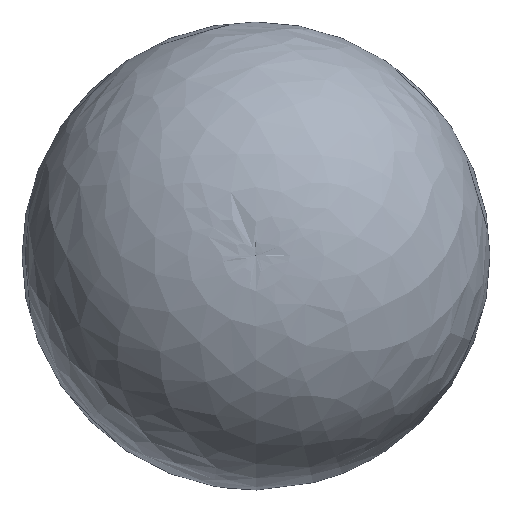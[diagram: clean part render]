
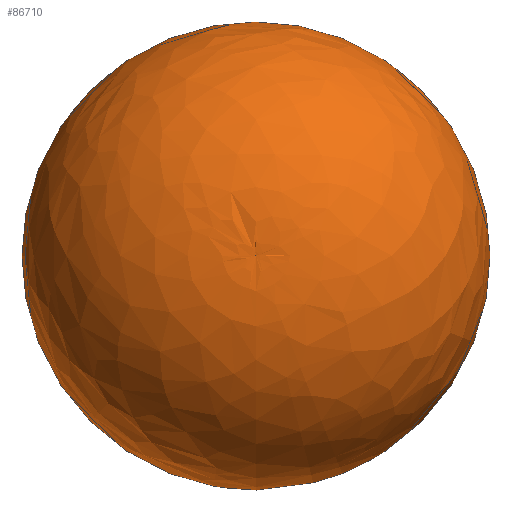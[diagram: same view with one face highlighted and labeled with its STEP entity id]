
A CAD part, top view. The second image highlights one B-rep face of the part: STEP entity #86710.
In plain terms, the highlighted free-form (B-spline) face has degree [2, 2] with [5, 9] control points.
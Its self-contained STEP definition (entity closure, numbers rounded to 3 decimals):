
#4646=(
BOUNDED_SURFACE()
B_SPLINE_SURFACE(2,2,((#197692,#197693,#197694,#197695,#197696,#197697,
#197698,#197699,#197700),(#197701,#197702,#197703,#197704,#197705,#197706,
#197707,#197708,#197709),(#197710,#197711,#197712,#197713,#197714,#197715,
#197716,#197717,#197718),(#197719,#197720,#197721,#197722,#197723,#197724,
#197725,#197726,#197727),(#197728,#197729,#197730,#197731,#197732,#197733,
#197734,#197735,#197736)),.UNSPECIFIED.,.F.,.T.,.F.)
B_SPLINE_SURFACE_WITH_KNOTS((3,2,3),(3,2,2,2,3),(-1.68,-0.334,
1.012),(-3.142,-1.571,0.,1.571,
3.142),.UNSPECIFIED.)
GEOMETRIC_REPRESENTATION_ITEM()
RATIONAL_B_SPLINE_SURFACE(((1.,0.707,1.,0.707,1.,
0.707,1.,0.707,1.),(0.782,0.553,
0.782,0.553,0.782,0.553,
0.782,0.553,0.782),(1.,0.707,
1.,0.707,1.,0.707,1.,0.707,1.),(0.782,
0.553,0.782,0.553,0.782,
0.553,0.782,0.553,0.782),
(1.,0.707,1.,0.707,1.,0.707,1.,0.707,
1.)))
REPRESENTATION_ITEM('')
SURFACE()
);
#18398=FACE_OUTER_BOUND('',#24253,.T.);
#24253=EDGE_LOOP('',(#81194,#81195,#81196));
#37628=CIRCLE('',#96194,876.459);
#37629=CIRCLE('',#96195,1370.887);
#45174=VERTEX_POINT('',#197689);
#45175=VERTEX_POINT('',#197737);
#57183=EDGE_CURVE('',#45174,#45174,#37628,.T.);
#57184=EDGE_CURVE('',#45174,#45175,#37629,.T.);
#81194=ORIENTED_EDGE('',*,*,#57183,.F.);
#81195=ORIENTED_EDGE('',*,*,#57184,.T.);
#81196=ORIENTED_EDGE('',*,*,#57184,.F.);
#86710=ADVANCED_FACE('',(#18398),#4646,.F.);
#96194=AXIS2_PLACEMENT_3D('',#197691,#118581,#118582);
#96195=AXIS2_PLACEMENT_3D('',#197738,#118583,#118584);
#118581=DIRECTION('center_axis',(-1.,0.,0.));
#118582=DIRECTION('ref_axis',(0.,0.,1.));
#118583=DIRECTION('center_axis',(0.,-1.,0.));
#118584=DIRECTION('ref_axis',(0.,0.,
-1.));
#197689=CARTESIAN_POINT('',(-1162.578,150.,-876.459));
#197691=CARTESIAN_POINT('Origin',(-1162.578,150.,0.));
#197692=CARTESIAN_POINT('Ctrl Pts',(1362.656,150.,0.));
#197693=CARTESIAN_POINT('Ctrl Pts',(1362.656,150.,0.));
#197694=CARTESIAN_POINT('Ctrl Pts',(1362.656,150.,0.));
#197695=CARTESIAN_POINT('Ctrl Pts',(1362.656,150.,0.));
#197696=CARTESIAN_POINT('Ctrl Pts',(1362.656,150.,0.));
#197697=CARTESIAN_POINT('Ctrl Pts',(1362.656,150.,0.));
#197698=CARTESIAN_POINT('Ctrl Pts',(1362.656,150.,0.));
#197699=CARTESIAN_POINT('Ctrl Pts',(1362.656,150.,0.));
#197700=CARTESIAN_POINT('Ctrl Pts',(1362.656,150.,0.));
#197701=CARTESIAN_POINT('Ctrl Pts',(1482.273,150.,-1086.644));
#197702=CARTESIAN_POINT('Ctrl Pts',(1482.273,-936.644,
-1086.644));
#197703=CARTESIAN_POINT('Ctrl Pts',(1482.273,-936.644,
0.));
#197704=CARTESIAN_POINT('Ctrl Pts',(1482.273,-936.644,
1086.644));
#197705=CARTESIAN_POINT('Ctrl Pts',(1482.273,150.,1086.644));
#197706=CARTESIAN_POINT('Ctrl Pts',(1482.273,1236.644,1086.644));
#197707=CARTESIAN_POINT('Ctrl Pts',(1482.273,1236.644,0.));
#197708=CARTESIAN_POINT('Ctrl Pts',(1482.273,1236.644,-1086.644));
#197709=CARTESIAN_POINT('Ctrl Pts',(1482.273,150.,-1086.644));
#197710=CARTESIAN_POINT('Ctrl Pts',(449.503,150.,-1445.098));
#197711=CARTESIAN_POINT('Ctrl Pts',(449.503,-1295.098,
-1445.098));
#197712=CARTESIAN_POINT('Ctrl Pts',(449.503,-1295.098,
0.));
#197713=CARTESIAN_POINT('Ctrl Pts',(449.503,-1295.098,
1445.098));
#197714=CARTESIAN_POINT('Ctrl Pts',(449.503,150.,1445.098));
#197715=CARTESIAN_POINT('Ctrl Pts',(449.503,1595.098,1445.098));
#197716=CARTESIAN_POINT('Ctrl Pts',(449.503,1595.098,0.));
#197717=CARTESIAN_POINT('Ctrl Pts',(449.503,1595.098,-1445.098));
#197718=CARTESIAN_POINT('Ctrl Pts',(449.503,150.,-1445.098));
#197719=CARTESIAN_POINT('Ctrl Pts',(-583.267,150.,-1803.552));
#197720=CARTESIAN_POINT('Ctrl Pts',(-583.267,-1653.552,
-1803.552));
#197721=CARTESIAN_POINT('Ctrl Pts',(-583.267,-1653.552,
0.));
#197722=CARTESIAN_POINT('Ctrl Pts',(-583.267,-1653.552,
1803.552));
#197723=CARTESIAN_POINT('Ctrl Pts',(-583.267,150.,1803.552));
#197724=CARTESIAN_POINT('Ctrl Pts',(-583.267,1953.552,
1803.552));
#197725=CARTESIAN_POINT('Ctrl Pts',(-583.267,1953.552,
0.));
#197726=CARTESIAN_POINT('Ctrl Pts',(-583.267,1953.552,
-1803.552));
#197727=CARTESIAN_POINT('Ctrl Pts',(-583.267,150.,-1803.552));
#197728=CARTESIAN_POINT('Ctrl Pts',(-1162.578,150.,-876.459));
#197729=CARTESIAN_POINT('Ctrl Pts',(-1162.578,-726.459,
-876.459));
#197730=CARTESIAN_POINT('Ctrl Pts',(-1162.578,-726.459,
0.));
#197731=CARTESIAN_POINT('Ctrl Pts',(-1162.578,-726.459,
876.459));
#197732=CARTESIAN_POINT('Ctrl Pts',(-1162.578,150.,876.459));
#197733=CARTESIAN_POINT('Ctrl Pts',(-1162.578,1026.459,
876.459));
#197734=CARTESIAN_POINT('Ctrl Pts',(-1162.578,1026.459,
0.));
#197735=CARTESIAN_POINT('Ctrl Pts',(-1162.578,1026.459,
-876.459));
#197736=CARTESIAN_POINT('Ctrl Pts',(-1162.578,150.,-876.459));
#197737=CARTESIAN_POINT('',(1362.656,150.,0.));
#197738=CARTESIAN_POINT('Origin',(0.,150.,-150.));
